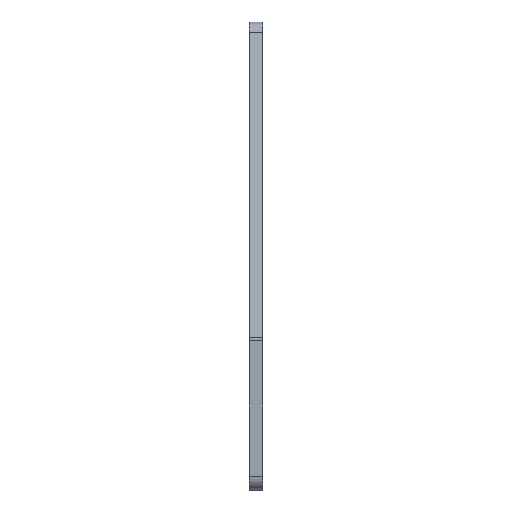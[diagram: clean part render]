
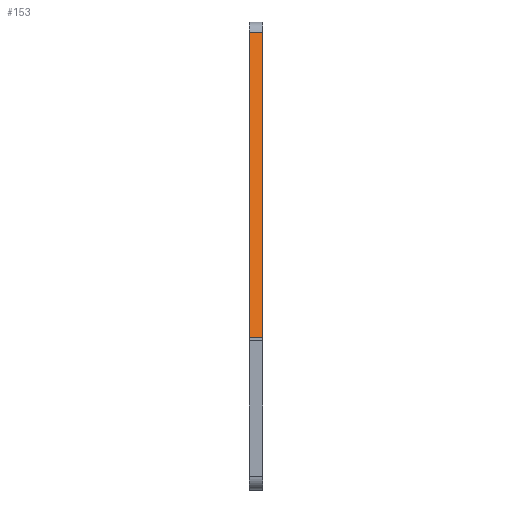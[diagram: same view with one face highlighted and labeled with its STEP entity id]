
A CAD part, left-side view. The second image highlights one B-rep face of the part: STEP entity #153.
In plain terms, the highlighted planar face has unit normal (-0.97, 0, 0.242).
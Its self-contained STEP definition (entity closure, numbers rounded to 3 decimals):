
#23 = CARTESIAN_POINT ( 'NONE',  ( -13.912, 2.5, 71.106 ) ) ;
#25 = DIRECTION ( 'NONE',  ( -0.243, 0., -0.97 ) ) ;
#35 = LINE ( 'NONE', #679, #632 ) ;
#76 = ORIENTED_EDGE ( 'NONE', *, *, #244, .F. ) ;
#78 = CARTESIAN_POINT ( 'NONE',  ( -27.925, 0., 15.052 ) ) ;
#86 = DIRECTION ( 'NONE',  ( -0.243, 0., -0.97 ) ) ;
#101 = EDGE_LOOP ( 'NONE', ( #107, #409, #76, #354 ) ) ;
#105 = CARTESIAN_POINT ( 'NONE',  ( -27.925, 0., 15.052 ) ) ;
#107 = ORIENTED_EDGE ( 'NONE', *, *, #166, .T. ) ;
#115 = DIRECTION ( 'NONE',  ( -0.243, 0., -0.97 ) ) ;
#153 = ADVANCED_FACE ( 'NONE', ( #688 ), #566, .T. ) ;
#166 = EDGE_CURVE ( 'NONE', #434, #662, #323, .T. ) ;
#244 = EDGE_CURVE ( 'NONE', #495, #265, #584, .T. ) ;
#247 = VECTOR ( 'NONE', #555, 1000. ) ;
#265 = VERTEX_POINT ( 'NONE', #105 ) ;
#323 = LINE ( 'NONE', #558, #447 ) ;
#354 = ORIENTED_EDGE ( 'NONE', *, *, #721, .F. ) ;
#383 = DIRECTION ( 'NONE',  ( -0.97, 0., 0.243 ) ) ;
#409 = ORIENTED_EDGE ( 'NONE', *, *, #432, .F. ) ;
#432 = EDGE_CURVE ( 'NONE', #265, #662, #612, .T. ) ;
#434 = VERTEX_POINT ( 'NONE', #23 ) ;
#447 = VECTOR ( 'NONE', #25, 1000. ) ;
#495 = VERTEX_POINT ( 'NONE', #560 ) ;
#555 = DIRECTION ( 'NONE',  ( 0., 1., 0. ) ) ;
#558 = CARTESIAN_POINT ( 'NONE',  ( -13.438, 2.5, 73. ) ) ;
#560 = CARTESIAN_POINT ( 'NONE',  ( -13.912, 0., 71.106 ) ) ;
#566 = PLANE ( 'NONE',  #716 ) ;
#584 = LINE ( 'NONE', #595, #594 ) ;
#594 = VECTOR ( 'NONE', #115, 1000. ) ;
#595 = CARTESIAN_POINT ( 'NONE',  ( -13.438, 0., 73. ) ) ;
#612 = LINE ( 'NONE', #78, #247 ) ;
#619 = CARTESIAN_POINT ( 'NONE',  ( -13.438, 0., 73. ) ) ;
#632 = VECTOR ( 'NONE', #736, 1000. ) ;
#662 = VERTEX_POINT ( 'NONE', #713 ) ;
#679 = CARTESIAN_POINT ( 'NONE',  ( -13.912, 0., 71.106 ) ) ;
#688 = FACE_OUTER_BOUND ( 'NONE', #101, .T. ) ;
#713 = CARTESIAN_POINT ( 'NONE',  ( -27.925, 2.5, 15.052 ) ) ;
#716 = AXIS2_PLACEMENT_3D ( 'NONE', #619, #383, #86 ) ;
#721 = EDGE_CURVE ( 'NONE', #434, #495, #35, .T. ) ;
#736 = DIRECTION ( 'NONE',  ( 0., -1., 0. ) ) ;
